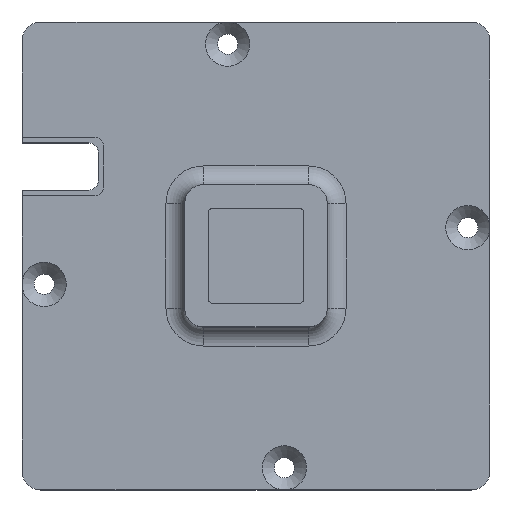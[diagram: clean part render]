
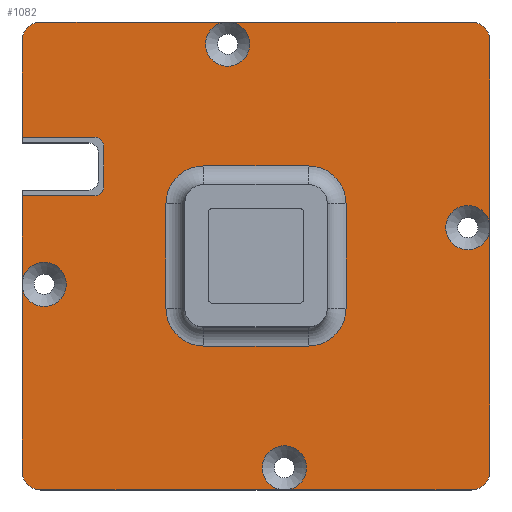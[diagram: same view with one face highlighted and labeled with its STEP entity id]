
A CAD part, top view. The second image highlights one B-rep face of the part: STEP entity #1082.
In plain terms, the highlighted planar face has unit normal (0, 0, 1).
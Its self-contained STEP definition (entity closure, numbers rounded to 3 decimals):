
#19=FACE_BOUND('',#154,.T.);
#33=PLANE('',#1180);
#93=FACE_OUTER_BOUND('',#153,.T.);
#153=EDGE_LOOP('',(#779,#780,#781,#782,#783,#784,#785,#786,#787,#788,#789,
#790,#791,#792,#793,#794,#795,#796,#797,#798,#799,#800,#801,#802,#803));
#154=EDGE_LOOP('',(#804,#805,#806,#807,#808,#809,#810,#811));
#227=LINE('',#1686,#323);
#228=LINE('',#1687,#324);
#229=LINE('',#1689,#325);
#230=LINE('',#1692,#326);
#231=LINE('',#1694,#327);
#232=LINE('',#1697,#328);
#233=LINE('',#1699,#329);
#234=LINE('',#1702,#330);
#235=LINE('',#1704,#331);
#236=LINE('',#1708,#332);
#237=LINE('',#1710,#333);
#238=LINE('',#1714,#334);
#239=LINE('',#1720,#335);
#240=LINE('',#1724,#336);
#241=LINE('',#1728,#337);
#242=LINE('',#1731,#338);
#323=VECTOR('',#1342,10.);
#324=VECTOR('',#1343,10.);
#325=VECTOR('',#1344,10.);
#326=VECTOR('',#1347,10.);
#327=VECTOR('',#1348,10.);
#328=VECTOR('',#1351,10.);
#329=VECTOR('',#1352,10.);
#330=VECTOR('',#1355,10.);
#331=VECTOR('',#1356,10.);
#332=VECTOR('',#1359,10.);
#333=VECTOR('',#1360,10.);
#334=VECTOR('',#1363,10.);
#335=VECTOR('',#1368,10.);
#336=VECTOR('',#1371,10.);
#337=VECTOR('',#1374,10.);
#338=VECTOR('',#1377,10.);
#411=CIRCLE('',#1158,4.7);
#412=CIRCLE('',#1159,4.7);
#415=CIRCLE('',#1164,4.7);
#416=CIRCLE('',#1165,4.7);
#419=CIRCLE('',#1170,4.7);
#420=CIRCLE('',#1171,4.7);
#423=CIRCLE('',#1176,4.7);
#426=CIRCLE('',#1181,4.);
#427=CIRCLE('',#1182,4.);
#428=CIRCLE('',#1183,4.);
#429=CIRCLE('',#1184,4.);
#430=CIRCLE('',#1185,2.);
#431=CIRCLE('',#1186,2.);
#432=CIRCLE('',#1187,8.);
#433=CIRCLE('',#1188,8.);
#434=CIRCLE('',#1189,8.);
#435=CIRCLE('',#1190,8.);
#478=VERTEX_POINT('',#1638);
#479=VERTEX_POINT('',#1639);
#482=VERTEX_POINT('',#1650);
#483=VERTEX_POINT('',#1651);
#486=VERTEX_POINT('',#1662);
#487=VERTEX_POINT('',#1663);
#490=VERTEX_POINT('',#1674);
#493=VERTEX_POINT('',#1684);
#494=VERTEX_POINT('',#1685);
#495=VERTEX_POINT('',#1688);
#496=VERTEX_POINT('',#1690);
#497=VERTEX_POINT('',#1693);
#498=VERTEX_POINT('',#1695);
#499=VERTEX_POINT('',#1698);
#500=VERTEX_POINT('',#1700);
#501=VERTEX_POINT('',#1703);
#502=VERTEX_POINT('',#1705);
#503=VERTEX_POINT('',#1707);
#504=VERTEX_POINT('',#1709);
#505=VERTEX_POINT('',#1711);
#506=VERTEX_POINT('',#1713);
#507=VERTEX_POINT('',#1716);
#508=VERTEX_POINT('',#1717);
#509=VERTEX_POINT('',#1719);
#510=VERTEX_POINT('',#1721);
#511=VERTEX_POINT('',#1723);
#512=VERTEX_POINT('',#1725);
#513=VERTEX_POINT('',#1727);
#514=VERTEX_POINT('',#1729);
#581=EDGE_CURVE('',#478,#479,#411,.T.);
#582=EDGE_CURVE('',#479,#478,#412,.T.);
#587=EDGE_CURVE('',#482,#483,#415,.T.);
#588=EDGE_CURVE('',#483,#482,#416,.T.);
#593=EDGE_CURVE('',#486,#487,#419,.T.);
#594=EDGE_CURVE('',#487,#486,#420,.T.);
#599=EDGE_CURVE('',#490,#490,#423,.T.);
#604=EDGE_CURVE('',#493,#494,#227,.T.);
#605=EDGE_CURVE('',#494,#490,#228,.T.);
#606=EDGE_CURVE('',#490,#495,#229,.T.);
#607=EDGE_CURVE('',#496,#495,#426,.T.);
#608=EDGE_CURVE('',#496,#482,#230,.T.);
#609=EDGE_CURVE('',#482,#497,#231,.T.);
#610=EDGE_CURVE('',#498,#497,#427,.T.);
#611=EDGE_CURVE('',#498,#486,#232,.T.);
#612=EDGE_CURVE('',#486,#499,#233,.T.);
#613=EDGE_CURVE('',#500,#499,#428,.T.);
#614=EDGE_CURVE('',#500,#478,#234,.T.);
#615=EDGE_CURVE('',#478,#501,#235,.T.);
#616=EDGE_CURVE('',#502,#501,#429,.T.);
#617=EDGE_CURVE('',#502,#503,#236,.T.);
#618=EDGE_CURVE('',#503,#504,#237,.T.);
#619=EDGE_CURVE('',#505,#504,#430,.F.);
#620=EDGE_CURVE('',#505,#506,#238,.T.);
#621=EDGE_CURVE('',#493,#506,#431,.F.);
#622=EDGE_CURVE('',#507,#508,#432,.T.);
#623=EDGE_CURVE('',#509,#507,#239,.T.);
#624=EDGE_CURVE('',#510,#509,#433,.T.);
#625=EDGE_CURVE('',#511,#510,#240,.T.);
#626=EDGE_CURVE('',#512,#511,#434,.T.);
#627=EDGE_CURVE('',#513,#512,#241,.T.);
#628=EDGE_CURVE('',#514,#513,#435,.T.);
#629=EDGE_CURVE('',#508,#514,#242,.T.);
#779=ORIENTED_EDGE('',*,*,#604,.T.);
#780=ORIENTED_EDGE('',*,*,#605,.T.);
#781=ORIENTED_EDGE('',*,*,#599,.T.);
#782=ORIENTED_EDGE('',*,*,#606,.T.);
#783=ORIENTED_EDGE('',*,*,#607,.F.);
#784=ORIENTED_EDGE('',*,*,#608,.T.);
#785=ORIENTED_EDGE('',*,*,#587,.T.);
#786=ORIENTED_EDGE('',*,*,#588,.T.);
#787=ORIENTED_EDGE('',*,*,#609,.T.);
#788=ORIENTED_EDGE('',*,*,#610,.F.);
#789=ORIENTED_EDGE('',*,*,#611,.T.);
#790=ORIENTED_EDGE('',*,*,#593,.T.);
#791=ORIENTED_EDGE('',*,*,#594,.T.);
#792=ORIENTED_EDGE('',*,*,#612,.T.);
#793=ORIENTED_EDGE('',*,*,#613,.F.);
#794=ORIENTED_EDGE('',*,*,#614,.T.);
#795=ORIENTED_EDGE('',*,*,#581,.T.);
#796=ORIENTED_EDGE('',*,*,#582,.T.);
#797=ORIENTED_EDGE('',*,*,#615,.T.);
#798=ORIENTED_EDGE('',*,*,#616,.F.);
#799=ORIENTED_EDGE('',*,*,#617,.T.);
#800=ORIENTED_EDGE('',*,*,#618,.T.);
#801=ORIENTED_EDGE('',*,*,#619,.F.);
#802=ORIENTED_EDGE('',*,*,#620,.T.);
#803=ORIENTED_EDGE('',*,*,#621,.F.);
#804=ORIENTED_EDGE('',*,*,#622,.F.);
#805=ORIENTED_EDGE('',*,*,#623,.F.);
#806=ORIENTED_EDGE('',*,*,#624,.F.);
#807=ORIENTED_EDGE('',*,*,#625,.F.);
#808=ORIENTED_EDGE('',*,*,#626,.F.);
#809=ORIENTED_EDGE('',*,*,#627,.F.);
#810=ORIENTED_EDGE('',*,*,#628,.F.);
#811=ORIENTED_EDGE('',*,*,#629,.F.);
#1082=ADVANCED_FACE('',(#93,#19),#33,.T.);
#1158=AXIS2_PLACEMENT_3D('',#1640,#1288,#1289);
#1159=AXIS2_PLACEMENT_3D('',#1641,#1290,#1291);
#1164=AXIS2_PLACEMENT_3D('',#1652,#1302,#1303);
#1165=AXIS2_PLACEMENT_3D('',#1653,#1304,#1305);
#1170=AXIS2_PLACEMENT_3D('',#1664,#1316,#1317);
#1171=AXIS2_PLACEMENT_3D('',#1665,#1318,#1319);
#1176=AXIS2_PLACEMENT_3D('',#1675,#1330,#1331);
#1180=AXIS2_PLACEMENT_3D('',#1683,#1340,#1341);
#1181=AXIS2_PLACEMENT_3D('',#1691,#1345,#1346);
#1182=AXIS2_PLACEMENT_3D('',#1696,#1349,#1350);
#1183=AXIS2_PLACEMENT_3D('',#1701,#1353,#1354);
#1184=AXIS2_PLACEMENT_3D('',#1706,#1357,#1358);
#1185=AXIS2_PLACEMENT_3D('',#1712,#1361,#1362);
#1186=AXIS2_PLACEMENT_3D('',#1715,#1364,#1365);
#1187=AXIS2_PLACEMENT_3D('',#1718,#1366,#1367);
#1188=AXIS2_PLACEMENT_3D('',#1722,#1369,#1370);
#1189=AXIS2_PLACEMENT_3D('',#1726,#1372,#1373);
#1190=AXIS2_PLACEMENT_3D('',#1730,#1375,#1376);
#1288=DIRECTION('center_axis',(0.,0.,-1.));
#1289=DIRECTION('ref_axis',(1.,0.,0.));
#1290=DIRECTION('center_axis',(0.,0.,-1.));
#1291=DIRECTION('ref_axis',(1.,0.,0.));
#1302=DIRECTION('center_axis',(0.,0.,-1.));
#1303=DIRECTION('ref_axis',(1.,0.,0.));
#1304=DIRECTION('center_axis',(0.,0.,-1.));
#1305=DIRECTION('ref_axis',(1.,0.,0.));
#1316=DIRECTION('center_axis',(0.,0.,-1.));
#1317=DIRECTION('ref_axis',(1.,0.,0.));
#1318=DIRECTION('center_axis',(0.,0.,-1.));
#1319=DIRECTION('ref_axis',(1.,0.,0.));
#1330=DIRECTION('center_axis',(0.,0.,-1.));
#1331=DIRECTION('ref_axis',(1.,0.,0.));
#1340=DIRECTION('center_axis',(0.,0.,1.));
#1341=DIRECTION('ref_axis',(1.,0.,0.));
#1342=DIRECTION('',(-1.,0.,0.));
#1343=DIRECTION('',(0.,-1.,0.));
#1344=DIRECTION('',(0.,-1.,0.));
#1345=DIRECTION('center_axis',(0.,0.,-1.));
#1346=DIRECTION('ref_axis',(-0.707,-0.707,0.));
#1347=DIRECTION('',(1.,0.,0.));
#1348=DIRECTION('',(1.,0.,0.));
#1349=DIRECTION('center_axis',(0.,0.,-1.));
#1350=DIRECTION('ref_axis',(0.707,-0.707,0.));
#1351=DIRECTION('',(0.,1.,0.));
#1352=DIRECTION('',(0.,1.,0.));
#1353=DIRECTION('center_axis',(0.,0.,-1.));
#1354=DIRECTION('ref_axis',(0.707,0.707,0.));
#1355=DIRECTION('',(-1.,0.,0.));
#1356=DIRECTION('',(-1.,0.,0.));
#1357=DIRECTION('center_axis',(0.,0.,-1.));
#1358=DIRECTION('ref_axis',(-0.707,0.707,0.));
#1359=DIRECTION('',(0.,-1.,0.));
#1360=DIRECTION('',(1.,0.,0.));
#1361=DIRECTION('center_axis',(0.,0.,-1.));
#1362=DIRECTION('ref_axis',(0.707,0.707,0.));
#1363=DIRECTION('',(0.,-1.,0.));
#1364=DIRECTION('center_axis',(0.,0.,-1.));
#1365=DIRECTION('ref_axis',(0.707,-0.707,0.));
#1366=DIRECTION('center_axis',(0.,0.,1.));
#1367=DIRECTION('ref_axis',(0.707,-0.707,0.));
#1368=DIRECTION('',(1.,0.,0.));
#1369=DIRECTION('center_axis',(0.,0.,1.));
#1370=DIRECTION('ref_axis',(-0.707,-0.707,0.));
#1371=DIRECTION('',(0.,-1.,0.));
#1372=DIRECTION('center_axis',(0.,0.,1.));
#1373=DIRECTION('ref_axis',(-0.707,0.707,0.));
#1374=DIRECTION('',(-1.,0.,0.));
#1375=DIRECTION('center_axis',(0.,0.,1.));
#1376=DIRECTION('ref_axis',(0.707,0.707,0.));
#1377=DIRECTION('',(0.,1.,0.));
#1638=CARTESIAN_POINT('',(-6.021,49.7,4.));
#1639=CARTESIAN_POINT('',(-10.721,45.,4.));
#1640=CARTESIAN_POINT('Origin',(-6.021,45.,4.));
#1641=CARTESIAN_POINT('Origin',(-6.021,45.,4.));
#1650=CARTESIAN_POINT('',(6.021,-49.7,4.));
#1651=CARTESIAN_POINT('',(1.321,-45.,4.));
#1652=CARTESIAN_POINT('Origin',(6.021,-45.,4.));
#1653=CARTESIAN_POINT('Origin',(6.021,-45.,4.));
#1662=CARTESIAN_POINT('',(49.7,6.02,4.));
#1663=CARTESIAN_POINT('',(40.3,6.02,4.));
#1664=CARTESIAN_POINT('Origin',(45.,6.02,4.));
#1665=CARTESIAN_POINT('Origin',(45.,6.02,4.));
#1674=CARTESIAN_POINT('',(-49.7,-6.021,4.));
#1675=CARTESIAN_POINT('Origin',(-45.,-6.021,4.));
#1683=CARTESIAN_POINT('Origin',(0.,0.,
4.));
#1684=CARTESIAN_POINT('',(-34.3,12.8,4.));
#1685=CARTESIAN_POINT('',(-49.7,12.8,4.));
#1686=CARTESIAN_POINT('',(-24.85,12.8,4.));
#1687=CARTESIAN_POINT('',(-49.7,49.7,4.));
#1688=CARTESIAN_POINT('',(-49.7,-45.7,4.));
#1689=CARTESIAN_POINT('',(-49.7,49.7,4.));
#1690=CARTESIAN_POINT('',(-45.7,-49.7,4.));
#1691=CARTESIAN_POINT('Origin',(-45.7,-45.7,4.));
#1692=CARTESIAN_POINT('',(-49.7,-49.7,4.));
#1693=CARTESIAN_POINT('',(45.7,-49.7,4.));
#1694=CARTESIAN_POINT('',(-49.7,-49.7,4.));
#1695=CARTESIAN_POINT('',(49.7,-45.7,4.));
#1696=CARTESIAN_POINT('Origin',(45.7,-45.7,4.));
#1697=CARTESIAN_POINT('',(49.7,-49.7,4.));
#1698=CARTESIAN_POINT('',(49.7,45.7,4.));
#1699=CARTESIAN_POINT('',(49.7,-49.7,4.));
#1700=CARTESIAN_POINT('',(45.7,49.7,4.));
#1701=CARTESIAN_POINT('Origin',(45.7,45.7,4.));
#1702=CARTESIAN_POINT('',(49.7,49.7,4.));
#1703=CARTESIAN_POINT('',(-45.7,49.7,4.));
#1704=CARTESIAN_POINT('',(49.7,49.7,4.));
#1705=CARTESIAN_POINT('',(-49.7,45.7,4.));
#1706=CARTESIAN_POINT('Origin',(-45.7,45.7,4.));
#1707=CARTESIAN_POINT('',(-49.7,25.2,4.));
#1708=CARTESIAN_POINT('',(-49.7,49.7,4.));
#1709=CARTESIAN_POINT('',(-34.3,25.2,4.));
#1710=CARTESIAN_POINT('',(-16.15,25.2,4.));
#1711=CARTESIAN_POINT('',(-32.3,23.2,4.));
#1712=CARTESIAN_POINT('Origin',(-34.3,23.2,4.));
#1713=CARTESIAN_POINT('',(-32.3,14.8,4.));
#1714=CARTESIAN_POINT('',(-32.3,6.4,4.));
#1715=CARTESIAN_POINT('Origin',(-34.3,14.8,4.));
#1716=CARTESIAN_POINT('',(11.125,-19.125,4.));
#1717=CARTESIAN_POINT('',(19.125,-11.125,4.));
#1718=CARTESIAN_POINT('Origin',(11.125,-11.125,4.));
#1719=CARTESIAN_POINT('',(-11.125,-19.125,4.));
#1720=CARTESIAN_POINT('',(-7.563,-19.125,4.));
#1721=CARTESIAN_POINT('',(-19.125,-11.125,4.));
#1722=CARTESIAN_POINT('Origin',(-11.125,-11.125,4.));
#1723=CARTESIAN_POINT('',(-19.125,11.125,4.));
#1724=CARTESIAN_POINT('',(-19.125,7.563,4.));
#1725=CARTESIAN_POINT('',(-11.125,19.125,4.));
#1726=CARTESIAN_POINT('Origin',(-11.125,11.125,4.));
#1727=CARTESIAN_POINT('',(11.125,19.125,4.));
#1728=CARTESIAN_POINT('',(7.563,19.125,4.));
#1729=CARTESIAN_POINT('',(19.125,11.125,4.));
#1730=CARTESIAN_POINT('Origin',(11.125,11.125,4.));
#1731=CARTESIAN_POINT('',(19.125,-7.563,4.));
